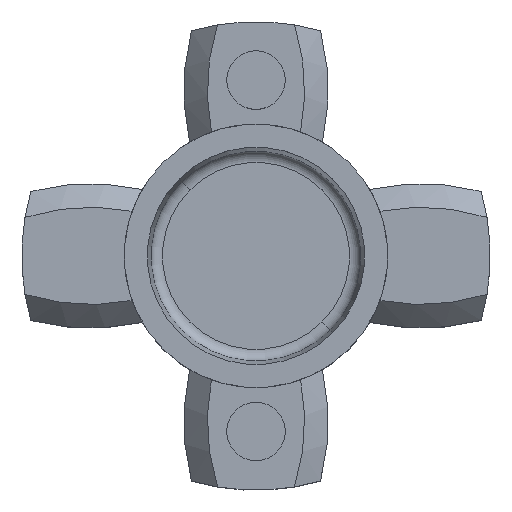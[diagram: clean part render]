
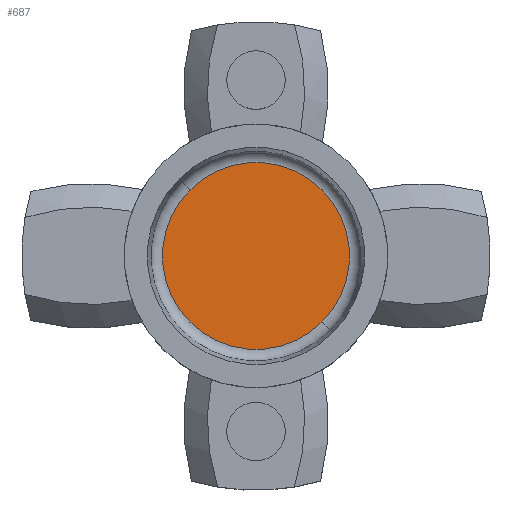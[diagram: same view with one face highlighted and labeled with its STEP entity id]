
A CAD part, top view. The second image highlights one B-rep face of the part: STEP entity #687.
In plain terms, the highlighted planar face has unit normal (0, 0, 1).
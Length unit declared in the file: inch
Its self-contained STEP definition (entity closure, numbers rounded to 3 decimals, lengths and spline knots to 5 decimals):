
#2 = FACE_OUTER_BOUND ( 'NONE', #985, .T. ) ;
#324 = DIRECTION ( 'NONE',  ( 0.707, -0.707, 0. ) ) ;
#352 = DIRECTION ( 'NONE',  ( 0., 0., 1. ) ) ;
#428 = ORIENTED_EDGE ( 'NONE', *, *, #1875, .T. ) ;
#687 = ADVANCED_FACE ( 'NONE', ( #2 ), #938, .T. ) ;
#800 = DIRECTION ( 'NONE',  ( 0., 0., 1. ) ) ;
#824 = AXIS2_PLACEMENT_3D ( 'NONE', #986, #800, #324 ) ;
#836 = CARTESIAN_POINT ( 'NONE',  ( -0.14102, 0.14102, -0.11111 ) ) ;
#885 = CARTESIAN_POINT ( 'NONE',  ( 0., 0., -0.11111 ) ) ;
#938 = PLANE ( 'NONE',  #1427 ) ;
#985 = EDGE_LOOP ( 'NONE', ( #1612, #428 ) ) ;
#986 = CARTESIAN_POINT ( 'NONE',  ( 0., 0., -0.11111 ) ) ;
#1015 = DIRECTION ( 'NONE',  ( -0.707, 0.707, 0. ) ) ;
#1027 = DIRECTION ( 'NONE',  ( -0.707, 0.707, 0. ) ) ;
#1125 = CIRCLE ( 'NONE', #1310, 0.19943 ) ;
#1172 = EDGE_CURVE ( 'NONE', #1633, #1335, #1298, .T. ) ;
#1239 = CARTESIAN_POINT ( 'NONE',  ( 0.14102, -0.14102, -0.11111 ) ) ;
#1298 = CIRCLE ( 'NONE', #824, 0.19943 ) ;
#1310 = AXIS2_PLACEMENT_3D ( 'NONE', #885, #1981, #1027 ) ;
#1335 = VERTEX_POINT ( 'NONE', #836 ) ;
#1427 = AXIS2_PLACEMENT_3D ( 'NONE', #1794, #352, #1015 ) ;
#1612 = ORIENTED_EDGE ( 'NONE', *, *, #1172, .T. ) ;
#1633 = VERTEX_POINT ( 'NONE', #1239 ) ;
#1794 = CARTESIAN_POINT ( 'NONE',  ( 0., 0., -0.11111 ) ) ;
#1875 = EDGE_CURVE ( 'NONE', #1335, #1633, #1125, .T. ) ;
#1981 = DIRECTION ( 'NONE',  ( 0., 0., 1. ) ) ;
